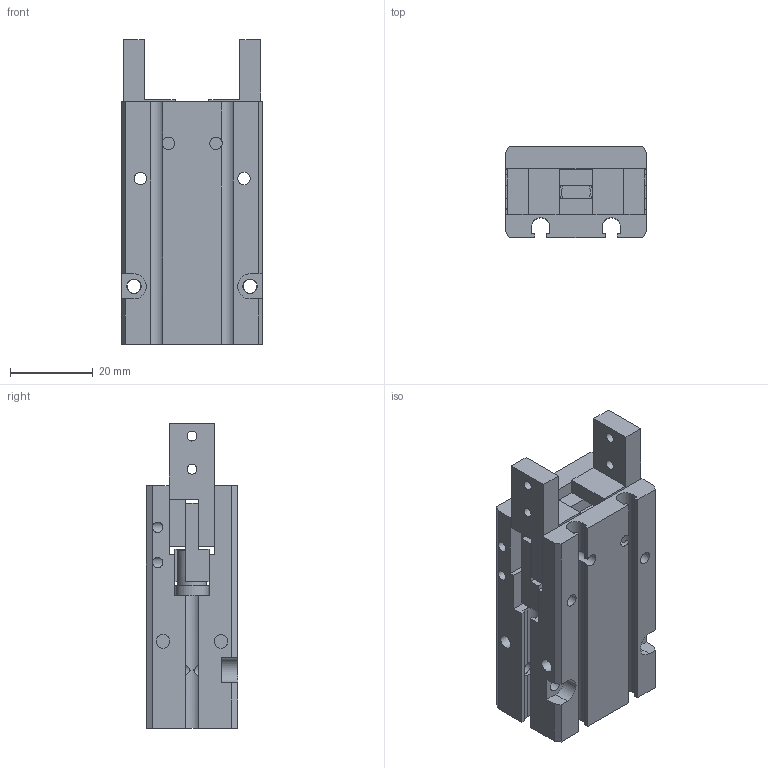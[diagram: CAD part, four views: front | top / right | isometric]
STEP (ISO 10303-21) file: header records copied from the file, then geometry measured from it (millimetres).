
FILE_DESCRIPTION((''),'2;1');
FILE_NAME('ACHP16.STEP','2012-11-27T05:03:17',('Administrator'),(''),'CADlook_v9.0','Cimatron E 8.0','');
FILE_SCHEMA(('AUTOMOTIVE_DESIGN { 1 2 10303 214 0 1 1 1 }'));
Length unit declared in the file: millimetre
Bounding box: 34 x 22 x 73.5 mm (x, y, z)
Volume: 36390 mm3; surface area: 17570.2 mm2
Topology: 3 solids, 3 shells, 178 faces, 560 edges, 393 vertices
Faces by surface type: plane 117, cylinder 61
Full cylindrical faces by diameter (mm): 2.4 x4, 2.5 x4, 3 x10, 3.3 x8, 3.5 x4, 4.2 x2, 7 x1, 8 x1, 17.8 x1
Entity records: 8171 total; most frequent: CARTESIAN_POINT 1630, ORIENTED_EDGE 1046, DIRECTION 1030, EDGE_CURVE 523, VERTEX_POINT 393, AXIS2_PLACEMENT_3D 357, VECTOR 316, LINE 316
